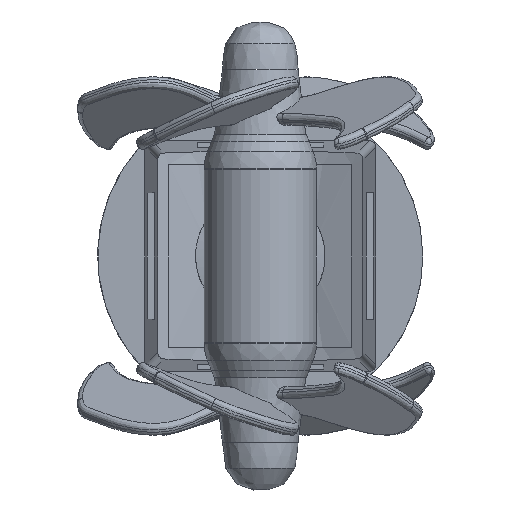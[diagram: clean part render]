
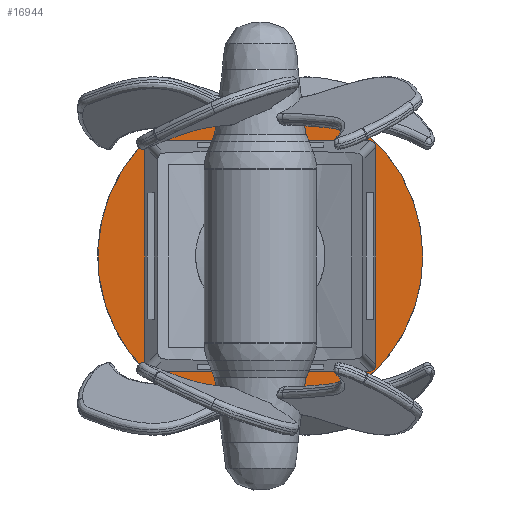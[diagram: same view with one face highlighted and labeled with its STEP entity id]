
A CAD part, front view. The second image highlights one B-rep face of the part: STEP entity #16944.
In plain terms, the highlighted planar face has unit normal (0, -1, 0).
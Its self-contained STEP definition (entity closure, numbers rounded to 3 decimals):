
#563=FACE_BOUND('',#4369,.T.);
#630=ELLIPSE('',#18082,5.034,5.);
#631=ELLIPSE('',#18085,5.034,5.);
#632=ELLIPSE('',#18088,5.034,5.);
#633=ELLIPSE('',#18091,5.034,5.);
#1814=LINE('',#24174,#2458);
#1818=LINE('',#24183,#2462);
#1821=LINE('',#24191,#2465);
#1823=LINE('',#24197,#2467);
#2458=VECTOR('',#19957,10.);
#2462=VECTOR('',#19967,10.);
#2465=VECTOR('',#19976,10.);
#2467=VECTOR('',#19984,10.);
#3303=FACE_OUTER_BOUND('',#4368,.T.);
#4368=EDGE_LOOP('',(#10900,#10901));
#4369=EDGE_LOOP('',(#10902,#10903,#10904,#10905,#10906,#10907,#10908,#10909));
#5458=CIRCLE('',#18123,129.);
#5459=CIRCLE('',#18124,129.);
#6442=VERTEX_POINT('',#24167);
#6443=VERTEX_POINT('',#24169);
#6444=VERTEX_POINT('',#24173);
#6445=VERTEX_POINT('',#24177);
#6446=VERTEX_POINT('',#24181);
#6447=VERTEX_POINT('',#24185);
#6448=VERTEX_POINT('',#24189);
#6449=VERTEX_POINT('',#24193);
#6473=VERTEX_POINT('',#24266);
#6474=VERTEX_POINT('',#24267);
#8087=EDGE_CURVE('',#6443,#6442,#630,.T.);
#8089=EDGE_CURVE('',#6443,#6444,#1814,.T.);
#8091=EDGE_CURVE('',#6445,#6444,#631,.T.);
#8094=EDGE_CURVE('',#6445,#6446,#1818,.T.);
#8095=EDGE_CURVE('',#6447,#6446,#632,.T.);
#8098=EDGE_CURVE('',#6447,#6448,#1821,.T.);
#8099=EDGE_CURVE('',#6449,#6448,#633,.T.);
#8101=EDGE_CURVE('',#6449,#6442,#1823,.T.);
#8135=EDGE_CURVE('',#6473,#6474,#5458,.T.);
#8136=EDGE_CURVE('',#6474,#6473,#5459,.T.);
#10900=ORIENTED_EDGE('',*,*,#8135,.T.);
#10901=ORIENTED_EDGE('',*,*,#8136,.T.);
#10902=ORIENTED_EDGE('',*,*,#8101,.F.);
#10903=ORIENTED_EDGE('',*,*,#8099,.T.);
#10904=ORIENTED_EDGE('',*,*,#8098,.F.);
#10905=ORIENTED_EDGE('',*,*,#8095,.T.);
#10906=ORIENTED_EDGE('',*,*,#8094,.F.);
#10907=ORIENTED_EDGE('',*,*,#8091,.T.);
#10908=ORIENTED_EDGE('',*,*,#8089,.F.);
#10909=ORIENTED_EDGE('',*,*,#8087,.T.);
#15593=PLANE('',#18122);
#16944=ADVANCED_FACE('',(#3303,#563),#15593,.T.);
#18082=AXIS2_PLACEMENT_3D('',#24170,#19952,#19953);
#18085=AXIS2_PLACEMENT_3D('',#24178,#19961,#19962);
#18088=AXIS2_PLACEMENT_3D('',#24186,#19970,#19971);
#18091=AXIS2_PLACEMENT_3D('',#24194,#19979,#19980);
#18122=AXIS2_PLACEMENT_3D('',#24265,#20058,#20059);
#18123=AXIS2_PLACEMENT_3D('',#24268,#20060,#20061);
#18124=AXIS2_PLACEMENT_3D('',#24269,#20062,#20063);
#19952=DIRECTION('center_axis',(0.,1.,0.));
#19953=DIRECTION('ref_axis',(0.707,0.,-0.707));
#19957=DIRECTION('',(0.,0.,1.));
#19961=DIRECTION('center_axis',(0.,1.,0.));
#19962=DIRECTION('ref_axis',(0.707,0.,0.707));
#19967=DIRECTION('',(-1.,0.,0.));
#19970=DIRECTION('center_axis',(0.,1.,0.));
#19971=DIRECTION('ref_axis',(-0.707,0.,0.707));
#19976=DIRECTION('',(0.,0.,-1.));
#19979=DIRECTION('center_axis',(0.,1.,0.));
#19980=DIRECTION('ref_axis',(-0.707,0.,-0.707));
#19984=DIRECTION('',(1.,0.,0.));
#20058=DIRECTION('center_axis',(0.,-1.,0.));
#20059=DIRECTION('ref_axis',(0.,0.,
-1.));
#20060=DIRECTION('center_axis',(0.,-1.,0.));
#20061=DIRECTION('ref_axis',(-1.,0.,0.));
#20062=DIRECTION('center_axis',(0.,-1.,0.));
#20063=DIRECTION('ref_axis',(-1.,0.,0.));
#24167=CARTESIAN_POINT('',(86.517,259.7,-91.5));
#24169=CARTESIAN_POINT('',(91.5,259.7,-86.517));
#24170=CARTESIAN_POINT('Origin',(86.483,259.7,-86.483));
#24173=CARTESIAN_POINT('',(91.5,259.7,86.517));
#24174=CARTESIAN_POINT('',(91.5,259.7,-91.5));
#24177=CARTESIAN_POINT('',(86.517,259.7,91.5));
#24178=CARTESIAN_POINT('Origin',(86.483,259.7,86.483));
#24181=CARTESIAN_POINT('',(-86.517,259.7,91.5));
#24183=CARTESIAN_POINT('',(91.5,259.7,91.5));
#24185=CARTESIAN_POINT('',(-91.5,259.7,86.517));
#24186=CARTESIAN_POINT('Origin',(-86.483,259.7,86.483));
#24189=CARTESIAN_POINT('',(-91.5,259.7,-86.517));
#24191=CARTESIAN_POINT('',(-91.5,259.7,91.5));
#24193=CARTESIAN_POINT('',(-86.517,259.7,-91.5));
#24194=CARTESIAN_POINT('Origin',(-86.483,259.7,-86.483));
#24197=CARTESIAN_POINT('',(-91.5,259.7,-91.5));
#24265=CARTESIAN_POINT('Origin',(0.,259.7,0.));
#24266=CARTESIAN_POINT('',(90.933,259.7,-91.5));
#24267=CARTESIAN_POINT('',(129.,259.7,0.));
#24268=CARTESIAN_POINT('Origin',(0.,259.7,0.));
#24269=CARTESIAN_POINT('Origin',(0.,259.7,0.));
